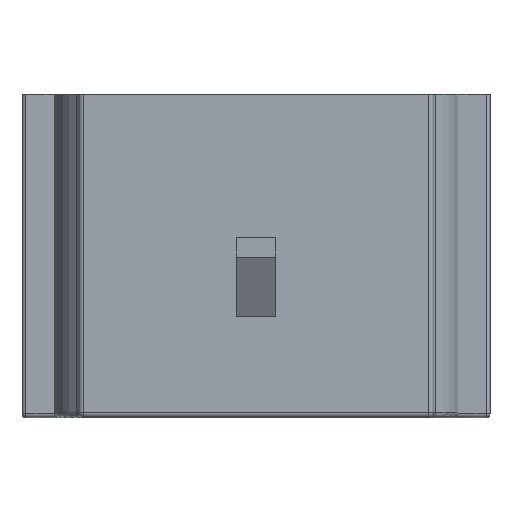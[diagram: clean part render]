
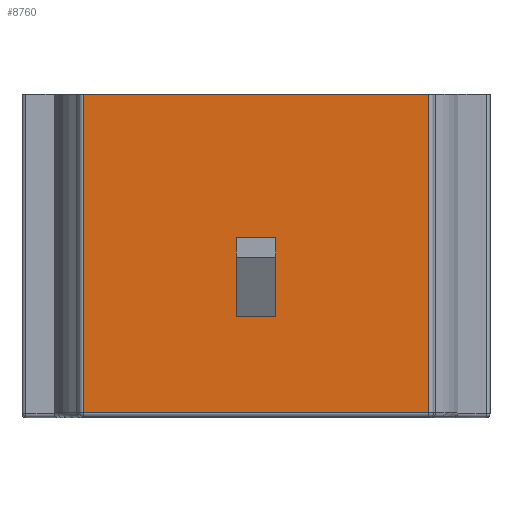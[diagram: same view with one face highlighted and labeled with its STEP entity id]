
A CAD part, top view. The second image highlights one B-rep face of the part: STEP entity #8760.
In plain terms, the highlighted face is planar.
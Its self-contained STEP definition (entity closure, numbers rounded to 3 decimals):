
#8030=CARTESIAN_POINT('',(8.86,5.45,-0.2));
#8040=DIRECTION('',(-0.,1.,0.));
#8050=DIRECTION('',(1.,0.,0.));
#8060=AXIS2_PLACEMENT_3D('',#8030,#8040,#8050);
#8070=PLANE('',#8060);
#8080=CARTESIAN_POINT('',(8.81,5.45,-0.25));
#8090=DIRECTION('',(0.,0.,-1.));
#8100=VECTOR('',#8090,1.);
#8110=LINE('',#8080,#8100);
#8120=CARTESIAN_POINT('',(8.81,5.45,-0.25));
#8130=VERTEX_POINT('',#8120);
#8140=CARTESIAN_POINT('',(8.81,5.45,-16.5));
#8150=VERTEX_POINT('',#8140);
#8160=EDGE_CURVE('',#8130,#8150,#8110,.T.);
#8170=ORIENTED_EDGE('',*,*,#8160,.T.);
#8180=CARTESIAN_POINT('',(-8.86,5.45,-0.25));
#8190=DIRECTION('',(1.,0.,0.));
#8200=VECTOR('',#8190,1.);
#8210=LINE('',#8180,#8200);
#8220=CARTESIAN_POINT('',(-8.81,5.45,-0.25));
#8230=VERTEX_POINT('',#8220);
#8240=EDGE_CURVE('',#8230,#8130,#8210,.T.);
#8250=ORIENTED_EDGE('',*,*,#8240,.T.);
#8260=CARTESIAN_POINT('',(-8.81,5.45,-0.25));
#8270=DIRECTION('',(0.,0.,-1.));
#8280=VECTOR('',#8270,1.);
#8290=LINE('',#8260,#8280);
#8300=CARTESIAN_POINT('',(-8.81,5.45,-16.5));
#8310=VERTEX_POINT('',#8300);
#8320=EDGE_CURVE('',#8230,#8310,#8290,.T.);
#8330=ORIENTED_EDGE('',*,*,#8320,.F.);
#8340=CARTESIAN_POINT('',(0.,5.45,-16.5));
#8350=DIRECTION('',(-1.,0.,0.));
#8360=VECTOR('',#8350,1.);
#8370=LINE('',#8340,#8360);
#8380=EDGE_CURVE('',#8150,#8310,#8370,.T.);
#8390=ORIENTED_EDGE('',*,*,#8380,.T.);
#8400=EDGE_LOOP('',(#8390,#8330,#8250,#8170));
#8410=FACE_OUTER_BOUND('',#8400,.T.);
#8420=CARTESIAN_POINT('',(-1.,5.45,0.));
#8430=DIRECTION('',(0.,0.,-1.));
#8440=VECTOR('',#8430,1.);
#8450=LINE('',#8420,#8440);
#8460=CARTESIAN_POINT('',(-1.,5.45,-5.149));
#8470=VERTEX_POINT('',#8460);
#8480=CARTESIAN_POINT('',(-1.,5.45,-9.027));
#8490=VERTEX_POINT('',#8480);
#8500=EDGE_CURVE('',#8470,#8490,#8450,.T.);
#8510=ORIENTED_EDGE('',*,*,#8500,.T.);
#8520=CARTESIAN_POINT('',(0.,5.45,-5.149));
#8530=DIRECTION('',(1.,0.,0.));
#8540=VECTOR('',#8530,1.);
#8550=LINE('',#8520,#8540);
#8560=CARTESIAN_POINT('',(1.,5.45,-5.149));
#8570=VERTEX_POINT('',#8560);
#8580=EDGE_CURVE('',#8470,#8570,#8550,.T.);
#8590=ORIENTED_EDGE('',*,*,#8580,.F.);
#8600=CARTESIAN_POINT('',(1.,5.45,0.));
#8610=DIRECTION('',(0.,0.,-1.));
#8620=VECTOR('',#8610,1.);
#8630=LINE('',#8600,#8620);
#8640=CARTESIAN_POINT('',(1.,5.45,-9.027));
#8650=VERTEX_POINT('',#8640);
#8660=EDGE_CURVE('',#8570,#8650,#8630,.T.);
#8670=ORIENTED_EDGE('',*,*,#8660,.F.);
#8680=CARTESIAN_POINT('',(0.,5.45,-9.027));
#8690=DIRECTION('',(1.,0.,0.));
#8700=VECTOR('',#8690,1.);
#8710=LINE('',#8680,#8700);
#8720=EDGE_CURVE('',#8490,#8650,#8710,.T.);
#8730=ORIENTED_EDGE('',*,*,#8720,.T.);
#8740=EDGE_LOOP('',(#8730,#8670,#8590,#8510));
#8750=FACE_BOUND('',#8740,.T.);
#8760=ADVANCED_FACE('',(#8410,#8750),#8070,.T.);
